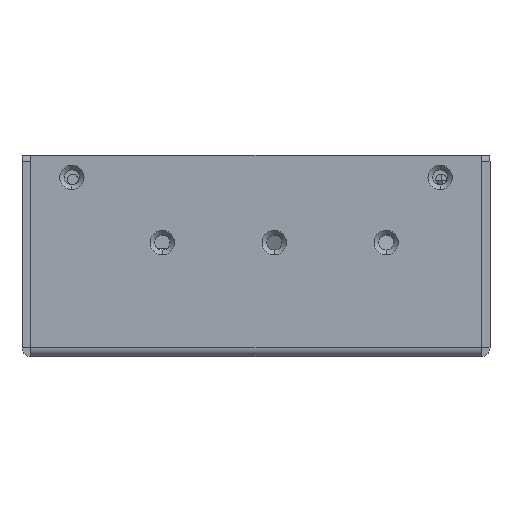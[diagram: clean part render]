
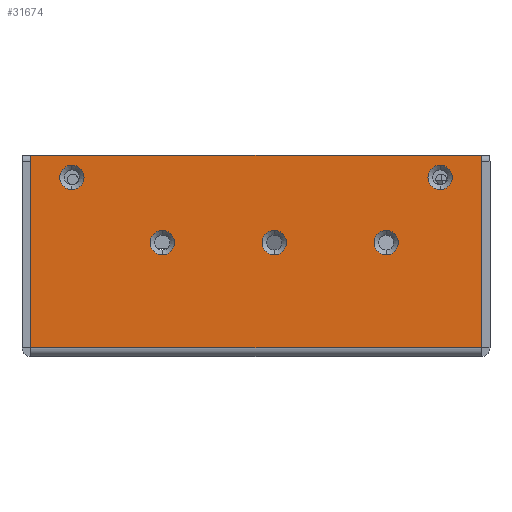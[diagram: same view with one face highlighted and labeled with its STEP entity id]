
A CAD part, front view. The second image highlights one B-rep face of the part: STEP entity #31674.
In plain terms, the highlighted planar face has unit normal (0, -1, 0).
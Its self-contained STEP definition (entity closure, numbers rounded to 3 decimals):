
#502 = DIRECTION ( 'NONE',  ( 0., 0., -1. ) ) ;
#1130 = CARTESIAN_POINT ( 'NONE',  ( 363.5, 246., 23. ) ) ;
#1522 = EDGE_LOOP ( 'NONE', ( #22686, #20909 ) ) ;
#1694 = EDGE_LOOP ( 'NONE', ( #26344, #68613 ) ) ;
#2620 = CIRCLE ( 'NONE', #46816, 3. ) ;
#2904 = DIRECTION ( 'NONE',  ( 0., -1., 0. ) ) ;
#3019 = DIRECTION ( 'NONE',  ( 0., 0., -1. ) ) ;
#3952 = FACE_BOUND ( 'NONE', #26686, .T. ) ;
#4597 = CARTESIAN_POINT ( 'NONE',  ( 414.4, 246., 0.1 ) ) ;
#5682 = VERTEX_POINT ( 'NONE', #17790 ) ;
#5873 = CARTESIAN_POINT ( 'NONE',  ( 414.4, 246., 0. ) ) ;
#6112 = ORIENTED_EDGE ( 'NONE', *, *, #7315, .F. ) ;
#7315 = EDGE_CURVE ( 'NONE', #49160, #33989, #2620, .T. ) ;
#7651 = VECTOR ( 'NONE', #73167, 1000. ) ;
#9319 = AXIS2_PLACEMENT_3D ( 'NONE', #77155, #59749, #76365 ) ;
#9604 = CARTESIAN_POINT ( 'NONE',  ( 363.5, 246., 29. ) ) ;
#10419 = EDGE_CURVE ( 'NONE', #52571, #49686, #11824, .T. ) ;
#10436 = AXIS2_PLACEMENT_3D ( 'NONE', #41484, #65624, #54148 ) ;
#10595 = CARTESIAN_POINT ( 'NONE',  ( 404.25, 246., 45. ) ) ;
#11824 = LINE ( 'NONE', #5873, #7651 ) ;
#12767 = DIRECTION ( 'NONE',  ( 0., 0., 1. ) ) ;
#12812 = DIRECTION ( 'NONE',  ( 0., -1., 0. ) ) ;
#13216 = CARTESIAN_POINT ( 'NONE',  ( 391., 246., 26. ) ) ;
#13371 = ORIENTED_EDGE ( 'NONE', *, *, #72072, .F. ) ;
#13635 = DIRECTION ( 'NONE',  ( 0., 0., -1. ) ) ;
#14088 = EDGE_LOOP ( 'NONE', ( #6112, #13371 ) ) ;
#14261 = VERTEX_POINT ( 'NONE', #28277 ) ;
#14716 = VERTEX_POINT ( 'NONE', #62481 ) ;
#16171 = DIRECTION ( 'NONE',  ( 0., 0., -1. ) ) ;
#16334 = EDGE_CURVE ( 'NONE', #14261, #5682, #25212, .T. ) ;
#17790 = CARTESIAN_POINT ( 'NONE',  ( 391., 246., 29. ) ) ;
#18204 = VERTEX_POINT ( 'NONE', #1130 ) ;
#19180 = CARTESIAN_POINT ( 'NONE',  ( 336., 246., 26. ) ) ;
#19794 = CARTESIAN_POINT ( 'NONE',  ( 336., 246., 26. ) ) ;
#19885 = CARTESIAN_POINT ( 'NONE',  ( 303.6, 246., -2. ) ) ;
#19950 = DIRECTION ( 'NONE',  ( 0., 0., -1. ) ) ;
#20909 = ORIENTED_EDGE ( 'NONE', *, *, #44779, .F. ) ;
#21254 = EDGE_LOOP ( 'NONE', ( #56772, #66028, #48533, #73151 ) ) ;
#21389 = FACE_OUTER_BOUND ( 'NONE', #21254, .T. ) ;
#21805 = CARTESIAN_POINT ( 'NONE',  ( 336., 246., 29. ) ) ;
#22173 = FACE_BOUND ( 'NONE', #1522, .T. ) ;
#22686 = ORIENTED_EDGE ( 'NONE', *, *, #54082, .F. ) ;
#22810 = DIRECTION ( 'NONE',  ( 0., -1., 0. ) ) ;
#23632 = CIRCLE ( 'NONE', #77923, 3. ) ;
#23716 = AXIS2_PLACEMENT_3D ( 'NONE', #19794, #43872, #3019 ) ;
#24381 = AXIS2_PLACEMENT_3D ( 'NONE', #25866, #74125, #48498 ) ;
#24855 = VECTOR ( 'NONE', #63420, 1000. ) ;
#25096 = DIRECTION ( 'NONE',  ( 0., 0., -1. ) ) ;
#25212 = CIRCLE ( 'NONE', #31514, 3. ) ;
#25222 = ORIENTED_EDGE ( 'NONE', *, *, #39567, .F. ) ;
#25866 = CARTESIAN_POINT ( 'NONE',  ( 404.25, 246., 42. ) ) ;
#26344 = ORIENTED_EDGE ( 'NONE', *, *, #16334, .F. ) ;
#26686 = EDGE_LOOP ( 'NONE', ( #52215, #55100 ) ) ;
#27090 = CARTESIAN_POINT ( 'NONE',  ( 363.5, 246., 26. ) ) ;
#27328 = CARTESIAN_POINT ( 'NONE',  ( 0., 246., 0. ) ) ;
#27727 = DIRECTION ( 'NONE',  ( 0., 0., -1. ) ) ;
#28277 = CARTESIAN_POINT ( 'NONE',  ( 391., 246., 23. ) ) ;
#31514 = AXIS2_PLACEMENT_3D ( 'NONE', #72544, #42422, #502 ) ;
#31674 = ADVANCED_FACE ( 'NONE', ( #45063, #22173, #76352, #75568, #3952, #21389 ), #34017, .T. ) ;
#33263 = VECTOR ( 'NONE', #57616, 1000. ) ;
#33481 = AXIS2_PLACEMENT_3D ( 'NONE', #41334, #22810, #54006 ) ;
#33989 = VERTEX_POINT ( 'NONE', #10595 ) ;
#34017 = PLANE ( 'NONE',  #41266 ) ;
#34854 = EDGE_CURVE ( 'NONE', #34905, #62390, #49941, .T. ) ;
#34905 = VERTEX_POINT ( 'NONE', #50707 ) ;
#36658 = AXIS2_PLACEMENT_3D ( 'NONE', #19180, #12812, #25096 ) ;
#37320 = AXIS2_PLACEMENT_3D ( 'NONE', #13216, #55922, #19950 ) ;
#38026 = ORIENTED_EDGE ( 'NONE', *, *, #67238, .F. ) ;
#39275 = CARTESIAN_POINT ( 'NONE',  ( 414.4, 246., 47.5 ) ) ;
#39567 = EDGE_CURVE ( 'NONE', #64324, #65244, #53112, .T. ) ;
#41266 = AXIS2_PLACEMENT_3D ( 'NONE', #27328, #69233, #27727 ) ;
#41334 = CARTESIAN_POINT ( 'NONE',  ( 363.5, 246., 26. ) ) ;
#41484 = CARTESIAN_POINT ( 'NONE',  ( 313.75, 246., 42. ) ) ;
#42422 = DIRECTION ( 'NONE',  ( 0., -1., 0. ) ) ;
#43872 = DIRECTION ( 'NONE',  ( 0., -1., 0. ) ) ;
#44779 = EDGE_CURVE ( 'NONE', #62018, #18204, #66363, .T. ) ;
#45063 = FACE_BOUND ( 'NONE', #74032, .T. ) ;
#45200 = LINE ( 'NONE', #39275, #24855 ) ;
#45394 = CARTESIAN_POINT ( 'NONE',  ( 404.25, 246., 42. ) ) ;
#46157 = DIRECTION ( 'NONE',  ( 0., -1., 0. ) ) ;
#46816 = AXIS2_PLACEMENT_3D ( 'NONE', #45394, #46157, #16171 ) ;
#48455 = VERTEX_POINT ( 'NONE', #61474 ) ;
#48498 = DIRECTION ( 'NONE',  ( 0., 0., -1. ) ) ;
#48533 = ORIENTED_EDGE ( 'NONE', *, *, #10419, .T. ) ;
#48727 = CIRCLE ( 'NONE', #37320, 3. ) ;
#49160 = VERTEX_POINT ( 'NONE', #67554 ) ;
#49686 = VERTEX_POINT ( 'NONE', #77502 ) ;
#49941 = LINE ( 'NONE', #19885, #75748 ) ;
#49988 = EDGE_CURVE ( 'NONE', #34905, #52571, #75446, .T. ) ;
#50707 = CARTESIAN_POINT ( 'NONE',  ( 303.6, 246., 0.1 ) ) ;
#52215 = ORIENTED_EDGE ( 'NONE', *, *, #64792, .F. ) ;
#52571 = VERTEX_POINT ( 'NONE', #66822 ) ;
#52991 = EDGE_CURVE ( 'NONE', #5682, #14261, #48727, .T. ) ;
#53112 = CIRCLE ( 'NONE', #36658, 3. ) ;
#54006 = DIRECTION ( 'NONE',  ( 0., 0., -1. ) ) ;
#54082 = EDGE_CURVE ( 'NONE', #18204, #62018, #23632, .T. ) ;
#54148 = DIRECTION ( 'NONE',  ( 0., 0., -1. ) ) ;
#54801 = CIRCLE ( 'NONE', #9319, 3. ) ;
#55100 = ORIENTED_EDGE ( 'NONE', *, *, #72370, .F. ) ;
#55922 = DIRECTION ( 'NONE',  ( 0., -1., 0. ) ) ;
#56772 = ORIENTED_EDGE ( 'NONE', *, *, #34854, .F. ) ;
#57156 = CIRCLE ( 'NONE', #24381, 3. ) ;
#57202 = CARTESIAN_POINT ( 'NONE',  ( 336., 246., 23. ) ) ;
#57616 = DIRECTION ( 'NONE',  ( 1., 0., 0. ) ) ;
#59071 = CIRCLE ( 'NONE', #23716, 3. ) ;
#59749 = DIRECTION ( 'NONE',  ( 0., -1., 0. ) ) ;
#61474 = CARTESIAN_POINT ( 'NONE',  ( 313.75, 246., 39. ) ) ;
#62018 = VERTEX_POINT ( 'NONE', #9604 ) ;
#62390 = VERTEX_POINT ( 'NONE', #63724 ) ;
#62481 = CARTESIAN_POINT ( 'NONE',  ( 313.75, 246., 45. ) ) ;
#63420 = DIRECTION ( 'NONE',  ( 1., 0., 0. ) ) ;
#63724 = CARTESIAN_POINT ( 'NONE',  ( 303.6, 246., 47.5 ) ) ;
#64324 = VERTEX_POINT ( 'NONE', #21805 ) ;
#64792 = EDGE_CURVE ( 'NONE', #48455, #14716, #54801, .T. ) ;
#65244 = VERTEX_POINT ( 'NONE', #57202 ) ;
#65624 = DIRECTION ( 'NONE',  ( 0., -1., 0. ) ) ;
#66028 = ORIENTED_EDGE ( 'NONE', *, *, #49988, .T. ) ;
#66363 = CIRCLE ( 'NONE', #33481, 3. ) ;
#66822 = CARTESIAN_POINT ( 'NONE',  ( 414.4, 246., 0.1 ) ) ;
#67238 = EDGE_CURVE ( 'NONE', #65244, #64324, #59071, .T. ) ;
#67554 = CARTESIAN_POINT ( 'NONE',  ( 404.25, 246., 39. ) ) ;
#68613 = ORIENTED_EDGE ( 'NONE', *, *, #52991, .F. ) ;
#69233 = DIRECTION ( 'NONE',  ( 0., -1., 0. ) ) ;
#72072 = EDGE_CURVE ( 'NONE', #33989, #49160, #57156, .T. ) ;
#72370 = EDGE_CURVE ( 'NONE', #14716, #48455, #73703, .T. ) ;
#72544 = CARTESIAN_POINT ( 'NONE',  ( 391., 246., 26. ) ) ;
#73151 = ORIENTED_EDGE ( 'NONE', *, *, #74119, .F. ) ;
#73167 = DIRECTION ( 'NONE',  ( 0., 0., 1. ) ) ;
#73703 = CIRCLE ( 'NONE', #10436, 3. ) ;
#74032 = EDGE_LOOP ( 'NONE', ( #38026, #25222 ) ) ;
#74119 = EDGE_CURVE ( 'NONE', #62390, #49686, #45200, .T. ) ;
#74125 = DIRECTION ( 'NONE',  ( 0., -1., 0. ) ) ;
#75446 = LINE ( 'NONE', #4597, #33263 ) ;
#75568 = FACE_BOUND ( 'NONE', #14088, .T. ) ;
#75748 = VECTOR ( 'NONE', #12767, 1000. ) ;
#76352 = FACE_BOUND ( 'NONE', #1694, .T. ) ;
#76365 = DIRECTION ( 'NONE',  ( 0., 0., -1. ) ) ;
#77155 = CARTESIAN_POINT ( 'NONE',  ( 313.75, 246., 42. ) ) ;
#77502 = CARTESIAN_POINT ( 'NONE',  ( 414.4, 246., 47.5 ) ) ;
#77923 = AXIS2_PLACEMENT_3D ( 'NONE', #27090, #2904, #13635 ) ;
